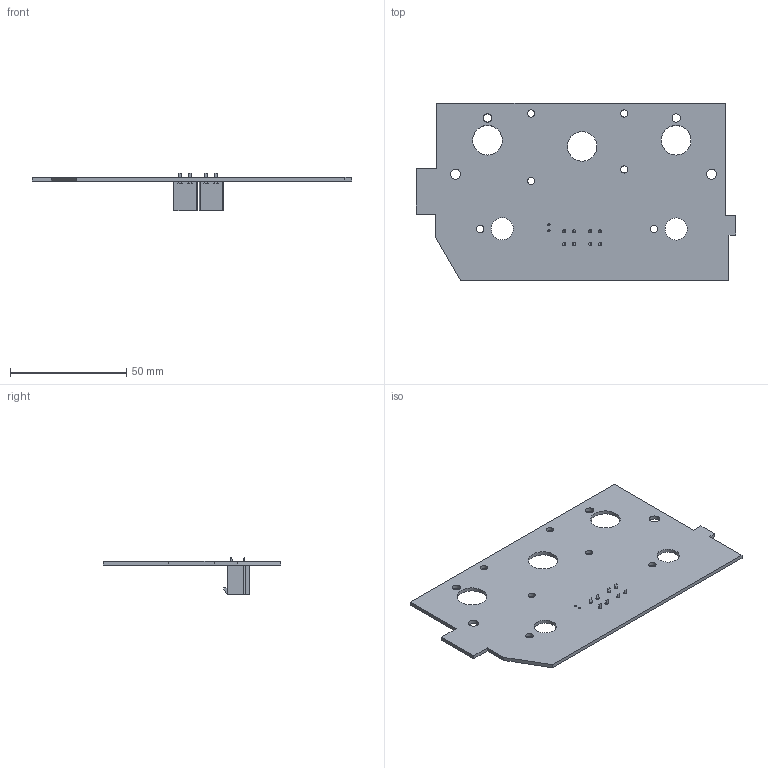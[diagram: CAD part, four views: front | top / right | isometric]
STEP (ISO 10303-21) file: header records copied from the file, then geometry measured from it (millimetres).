
FILE_DESCRIPTION(('KiCad electronic assembly'),'2;1');
FILE_NAME('SNSR PANEL.step','2023-01-09T19:02:46',('Pcbnew'),('Kicad'), 'Open CASCADE STEP processor 7.6','KiCad to STEP converter','Unknown' );
FILE_SCHEMA(('AUTOMOTIVE_DESIGN { 1 0 10303 214 1 1 1 1 }'));
Length unit declared in the file: millimetre
Products named in the file (4): SNSR PANEL 1; Molex_Mini-Fit_Jr_5566-04A_2x02_P4.20mm_Vertical; SOLID; SNSR PANEL PCB
Assembly tree (4 placements, depth 3):
  SNSR PANEL 1
    Molex_Mini-Fit_Jr_5566-04A_2x02_P4.20mm_Vertical  x2
      SOLID
    SNSR PANEL PCB
Bounding box: 137.23 x 76.18 x 16.3 mm (x, y, z)
Volume: 15823.9 mm3; surface area: 21894.4 mm2
Topology: 3 solids, 3 shells, 298 faces, 800 edges, 532 vertices
Faces by surface type: plane 271, cylinder 27
Full cylindrical faces by diameter (mm): 0.9 x2, 1.4 x8, 3.1 x4, 3.175 x2, 3.572 x2, 4.3 x2, 9.525 x2, 12.7 x3
Entity records: 11530 total; most frequent: CARTESIAN_POINT 2155, DIRECTION 1720, LINE 1267, VECTOR 1267, ORIENTED_EDGE 914, PCURVE 914, DEFINITIONAL_REPRESENTATION 914, EDGE_CURVE 457
